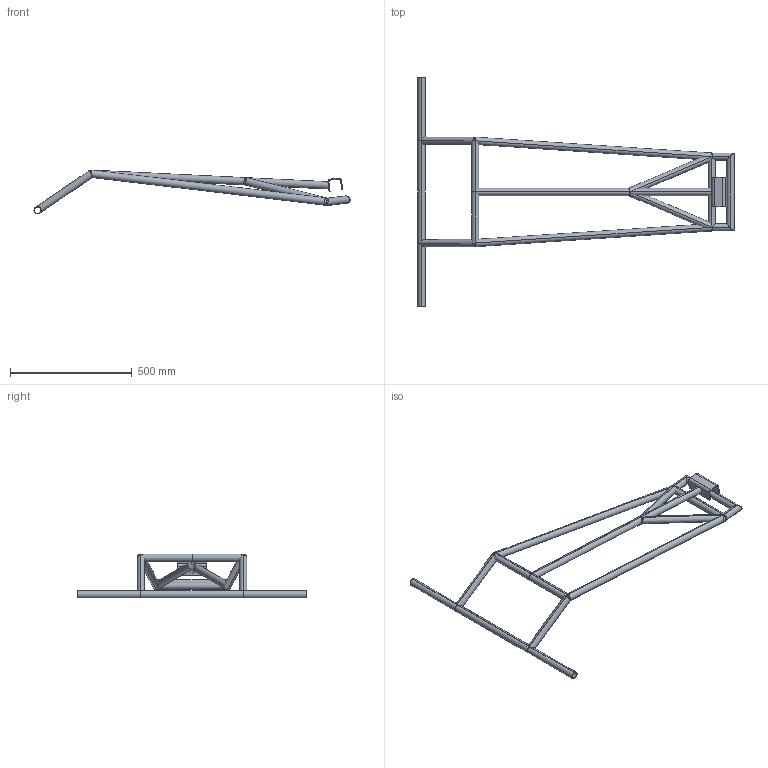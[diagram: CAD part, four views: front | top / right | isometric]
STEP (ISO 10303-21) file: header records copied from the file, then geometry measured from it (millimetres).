
FILE_DESCRIPTION(('CATIA V5 STEP Exchange'),'2;1');
FILE_NAME('PushBar_Invictus_v1.stp','2021-04-21T19:03:54+00:00',('none'),('none'),'CATIA Version 5 Release 19 SP 2 (IN-10)','CATIA V5 STEP AP203','none');
FILE_SCHEMA(('CONFIG_CONTROL_DESIGN'));
Length unit declared in the file: millimetre
Products named in the file (1): MS_A0400
Assembly tree (19 placements, depth 2):
  MS_A0400
    #58
    #260
    #631
    #1020
    #1391
    #1780
    #1959
    #2138
    #2317
    #2658
    #2837
    #3016
    #3383
    #3562
    #3741
    #4341
    #4520
    #4699
    #4878
Bounding box: 1297.64 x 939.96 x 180 mm (x, y, z)
Volume: 912429.9 mm3; surface area: 1168039.2 mm2
Topology: 18 solids, 18 shells, 127 faces, 294 edges, 240 vertices
Faces by surface type: cylinder 75, plane 52
Entity records: 5008 total; most frequent: CARTESIAN_POINT 1717, DIRECTION 577, ORIENTED_EDGE 544, AXIS2_PLACEMENT_3D 277, EDGE_CURVE 272, VERTEX_POINT 180, EDGE_LOOP 160, VECTOR 136
